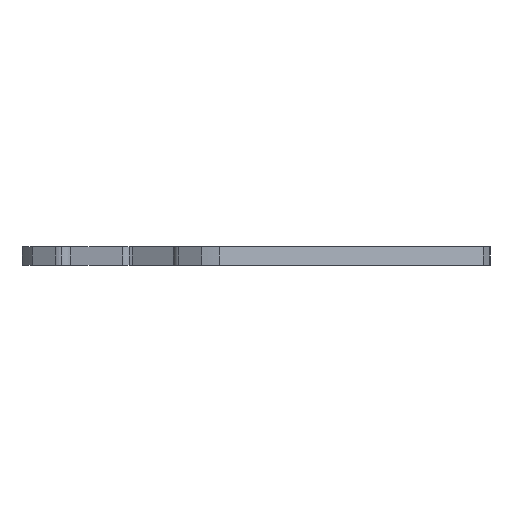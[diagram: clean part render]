
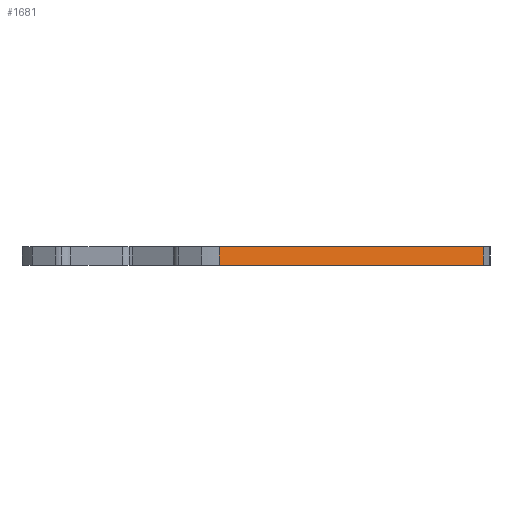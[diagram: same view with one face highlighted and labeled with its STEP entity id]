
A CAD part, left-side view. The second image highlights one B-rep face of the part: STEP entity #1681.
In plain terms, the highlighted planar face has unit normal (-0.866, -0.5, 0).
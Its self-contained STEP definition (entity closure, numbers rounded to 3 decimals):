
#27 = EDGE_CURVE ( 'NONE', #4022, #4026, #1440, .T. ) ;
#168 = CARTESIAN_POINT ( 'NONE',  ( -71.752, 5.976, 0. ) ) ;
#334 = VECTOR ( 'NONE', #3394, 1000. ) ;
#549 = CARTESIAN_POINT ( 'NONE',  ( -71.752, 5.976, -5. ) ) ;
#784 = EDGE_LOOP ( 'NONE', ( #4080, #2260, #2842, #1973 ) ) ;
#800 = PLANE ( 'NONE',  #2554 ) ;
#1219 = VECTOR ( 'NONE', #1798, 1000. ) ;
#1257 = EDGE_CURVE ( 'NONE', #4026, #2810, #3124, .T. ) ;
#1361 = VECTOR ( 'NONE', #1837, 1000. ) ;
#1415 = LINE ( 'NONE', #2694, #3567 ) ;
#1440 = LINE ( 'NONE', #549, #1361 ) ;
#1456 = EDGE_CURVE ( 'NONE', #1495, #2810, #1415, .T. ) ;
#1495 = VERTEX_POINT ( 'NONE', #3304 ) ;
#1652 = EDGE_CURVE ( 'NONE', #4022, #1495, #1748, .T. ) ;
#1681 = ADVANCED_FACE ( 'NONE', ( #2800 ), #800, .T. ) ;
#1748 = LINE ( 'NONE', #2444, #334 ) ;
#1798 = DIRECTION ( 'NONE',  ( 0.5, -0.866, 0. ) ) ;
#1810 = DIRECTION ( 'NONE',  ( 0.5, -0.866, 0. ) ) ;
#1837 = DIRECTION ( 'NONE',  ( 0., 0., 1. ) ) ;
#1973 = ORIENTED_EDGE ( 'NONE', *, *, #1456, .T. ) ;
#2018 = CARTESIAN_POINT ( 'NONE',  ( -30.7, -65.127, 5. ) ) ;
#2198 = CARTESIAN_POINT ( 'NONE',  ( -71.752, 5.976, 0. ) ) ;
#2260 = ORIENTED_EDGE ( 'NONE', *, *, #27, .F. ) ;
#2315 = DIRECTION ( 'NONE',  ( 0., 0., 1. ) ) ;
#2444 = CARTESIAN_POINT ( 'NONE',  ( -71.752, 5.976, 0. ) ) ;
#2548 = CARTESIAN_POINT ( 'NONE',  ( -71.752, 5.976, 5. ) ) ;
#2554 = AXIS2_PLACEMENT_3D ( 'NONE', #168, #3120, #1810 ) ;
#2694 = CARTESIAN_POINT ( 'NONE',  ( -30.7, -65.127, -5. ) ) ;
#2800 = FACE_OUTER_BOUND ( 'NONE', #784, .T. ) ;
#2810 = VERTEX_POINT ( 'NONE', #2018 ) ;
#2842 = ORIENTED_EDGE ( 'NONE', *, *, #1652, .T. ) ;
#3120 = DIRECTION ( 'NONE',  ( -0.866, -0.5, 0. ) ) ;
#3124 = LINE ( 'NONE', #4038, #1219 ) ;
#3304 = CARTESIAN_POINT ( 'NONE',  ( -30.7, -65.127, 0. ) ) ;
#3394 = DIRECTION ( 'NONE',  ( 0.5, -0.866, 0. ) ) ;
#3567 = VECTOR ( 'NONE', #2315, 1000. ) ;
#4022 = VERTEX_POINT ( 'NONE', #2198 ) ;
#4026 = VERTEX_POINT ( 'NONE', #2548 ) ;
#4038 = CARTESIAN_POINT ( 'NONE',  ( -71.752, 5.976, 5. ) ) ;
#4080 = ORIENTED_EDGE ( 'NONE', *, *, #1257, .F. ) ;
